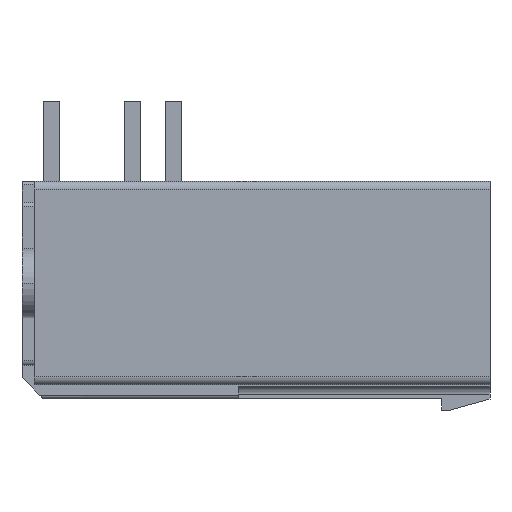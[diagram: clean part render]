
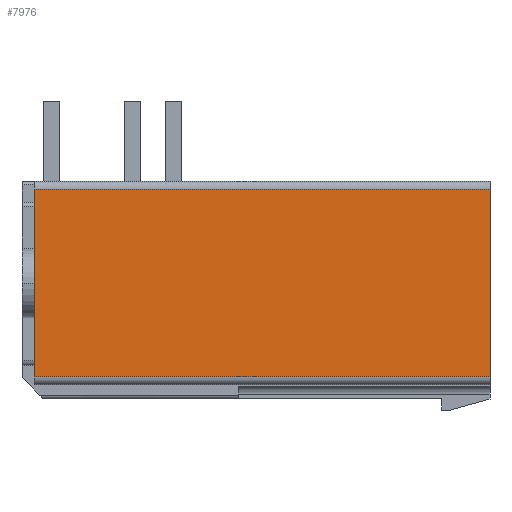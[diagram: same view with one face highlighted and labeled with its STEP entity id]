
A CAD part, front view. The second image highlights one B-rep face of the part: STEP entity #7976.
In plain terms, the highlighted planar face has unit normal (0, -1, 0).
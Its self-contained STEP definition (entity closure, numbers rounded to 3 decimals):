
#886=DIRECTION('',(0.,0.,1.));
#887=VECTOR('',#886,11.733);
#888=CARTESIAN_POINT('',(14.625,-6.22,-5.055));
#889=LINE('',#888,#887);
#1611=DIRECTION('',(0.,0.,1.));
#1612=VECTOR('',#1611,11.733);
#1613=CARTESIAN_POINT('',(-13.875,-6.22,-5.055));
#1614=LINE('',#1613,#1612);
#2129=DIRECTION('',(-1.,0.,0.));
#2130=VECTOR('',#2129,28.5);
#2131=CARTESIAN_POINT('',(14.625,-6.22,-5.055));
#2132=LINE('',#2131,#2130);
#2133=DIRECTION('',(-1.,0.,0.));
#2134=VECTOR('',#2133,28.5);
#2135=CARTESIAN_POINT('',(14.625,-6.22,6.678));
#2136=LINE('',#2135,#2134);
#5109=CARTESIAN_POINT('',(14.625,-6.22,6.678));
#5111=VERTEX_POINT('',#5109);
#5126=CARTESIAN_POINT('',(14.625,-6.22,-5.055));
#5128=VERTEX_POINT('',#5126);
#5129=CARTESIAN_POINT('',(-13.875,-6.22,6.678));
#5131=VERTEX_POINT('',#5129);
#5134=CARTESIAN_POINT('',(-13.875,-6.22,-5.055));
#5136=VERTEX_POINT('',#5134);
#7964=CARTESIAN_POINT('',(14.625,-6.22,-5.055));
#7965=DIRECTION('',(0.,1.,0.));
#7966=DIRECTION('',(0.,0.,1.));
#7967=AXIS2_PLACEMENT_3D('',#7964,#7965,#7966);
#7968=PLANE('',#7967);
#7969=ORIENTED_EDGE('',*,*,#6018,.F.);
#7970=ORIENTED_EDGE('',*,*,#7959,.T.);
#7971=ORIENTED_EDGE('',*,*,#7272,.T.);
#7973=ORIENTED_EDGE('',*,*,#7972,.F.);
#7974=EDGE_LOOP('',(#7969,#7970,#7971,#7973));
#7975=FACE_OUTER_BOUND('',#7974,.F.);
#7976=ADVANCED_FACE('',(#7975),#7968,.F.);
#6018=EDGE_CURVE('',#5128,#5111,#889,.T.);
#7272=EDGE_CURVE('',#5136,#5131,#1614,.T.);
#7959=EDGE_CURVE('',#5128,#5136,#2132,.T.);
#7972=EDGE_CURVE('',#5111,#5131,#2136,.T.);
